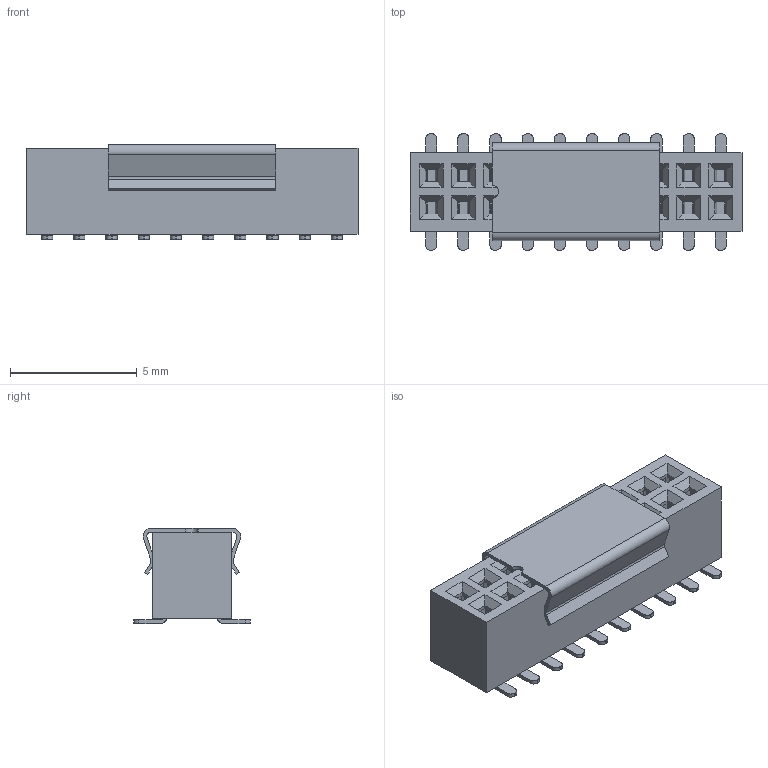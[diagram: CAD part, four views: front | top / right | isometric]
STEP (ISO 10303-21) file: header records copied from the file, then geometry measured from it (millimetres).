
FILE_DESCRIPTION( ('This file contains a STEP AP42 implementation' ,'as created by ZW3D STEP Interface translator.') ,'2;1' );
FILE_NAME( '2334-2XXMXXXUNX1.stp' ,'23 410.141749', (''), ('ZWCAD Software Co.'), 'Version 1.0', 'ZW3D to STEP translator', '' );
FILE_SCHEMA(('AUTOMOTIVE_DESIGN { 1 0 10303 214 1 1 1 1 }'));
Length unit declared in the file: millimetre
Products named in the file (1): 0
Bounding box: 13.1 x 4.6 x 3.75 mm (x, y, z)
Volume: 111.9 mm3; surface area: 624.3 mm2
Topology: 1 solids, 9 shells, 2142 faces, 5862 edges, 3784 vertices
Faces by surface type: plane 1355, bspline 406, cylinder 381
Entity records: 88530 total; most frequent: CARTESIAN_POINT 42562, ORIENTED_EDGE 11724, EDGE_CURVE 5862, DIRECTION 5012, B_SPLINE_CURVE_WITH_KNOTS 4380, VERTEX_POINT 3784, EDGE_LOOP 2192, FACE_OUTER_BOUND 2142
